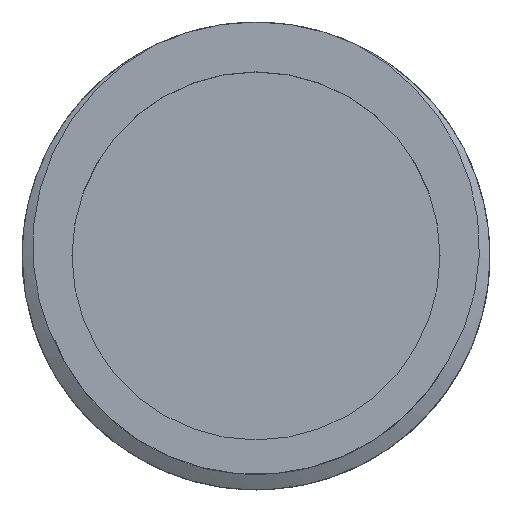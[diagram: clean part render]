
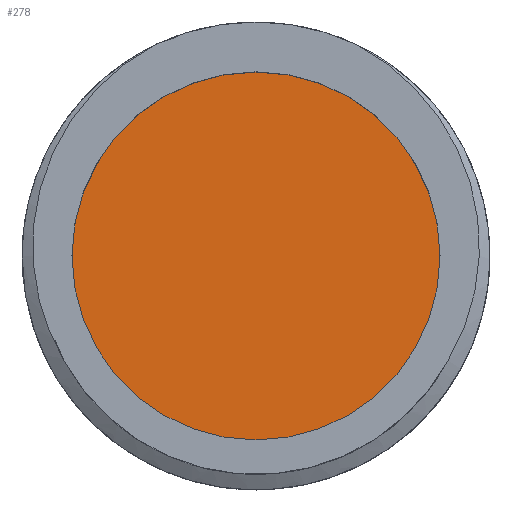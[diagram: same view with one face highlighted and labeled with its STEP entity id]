
A CAD part, top view. The second image highlights one B-rep face of the part: STEP entity #278.
In plain terms, the highlighted planar face has unit normal (0, 0, 1).
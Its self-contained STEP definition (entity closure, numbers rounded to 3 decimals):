
#21=PLANE('',#317);
#39=FACE_OUTER_BOUND('',#57,.T.);
#57=EDGE_LOOP('',(#251));
#67=CIRCLE('',#315,10.75);
#131=VERTEX_POINT('',#1904);
#171=EDGE_CURVE('',#131,#131,#67,.T.);
#251=ORIENTED_EDGE('',*,*,#171,.T.);
#278=ADVANCED_FACE('',(#39),#21,.T.);
#315=AXIS2_PLACEMENT_3D('',#1906,#372,#373);
#317=AXIS2_PLACEMENT_3D('',#1908,#376,#377);
#372=DIRECTION('center_axis',(0.,0.,1.));
#373=DIRECTION('ref_axis',(1.,0.,0.));
#376=DIRECTION('center_axis',(0.,0.,1.));
#377=DIRECTION('ref_axis',(1.,0.,0.));
#1904=CARTESIAN_POINT('',(-10.75,0.,2.));
#1906=CARTESIAN_POINT('Origin',(0.,0.,2.));
#1908=CARTESIAN_POINT('Origin',(0.,0.,2.));
